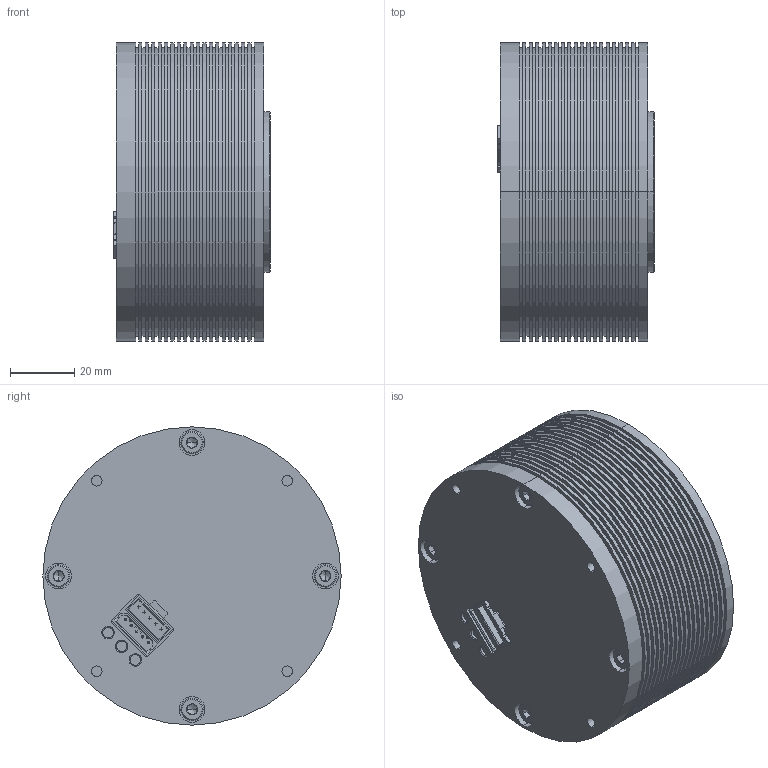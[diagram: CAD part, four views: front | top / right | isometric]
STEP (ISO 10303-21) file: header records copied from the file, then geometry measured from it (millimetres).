
FILE_DESCRIPTION (( 'STEP AP214' ), '1' );
FILE_NAME ('BA93E.STEP', '2023-07-25T06:52:18', ( '821079794744' ), ( '' ), 'SwSTEP 2.0', 'SolidWorks 2018', '' );
FILE_SCHEMA (( 'AUTOMOTIVE_DESIGN' ));
Length unit declared in the file: millimetre
Products named in the file (1): BA93E
Bounding box: 48.8 x 93 x 93 mm (x, y, z)
Volume: 300831.2 mm3; surface area: 47840.5 mm2
Topology: 1 solids, 5 shells, 523 faces, 1144 edges, 710 vertices
Faces by surface type: plane 243, cylinder 196, cone 64, bspline 12, torus 8
Entity records: 20093 total; most frequent: CARTESIAN_POINT 2868, DIRECTION 2566, ORIENTED_EDGE 2256, EDGE_CURVE 1128, AXIS2_PLACEMENT_3D 992, VERTEX_POINT 710, EDGE_LOOP 626, VECTOR 582
